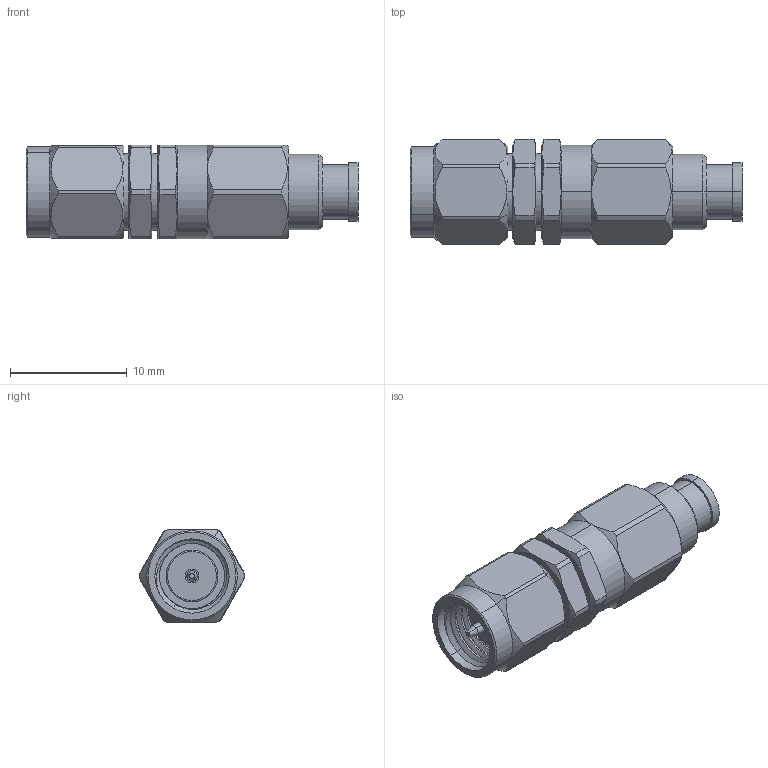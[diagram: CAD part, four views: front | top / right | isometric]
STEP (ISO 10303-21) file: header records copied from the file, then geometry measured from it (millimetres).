
FILE_DESCRIPTION (( 'STEP AP214' ), '1' );
FILE_NAME ('SMP14118_3D.step', '2024-10-08T23:03:23', ( '' ), ( '' ), 'SwSTEP 2.0', 'SolidWorks 2022', '' );
FILE_SCHEMA (( 'AUTOMOTIVE_DESIGN' ));
Length unit declared in the file: inch
Products named in the file (1): SMP14118_3D
Bounding box: 28.4 x 8.99 x 8 mm (x, y, z)
Volume: 1219.1 mm3; surface area: 1113.2 mm2
Topology: 1 solids, 1 shells, 134 faces, 337 edges, 218 vertices
Faces by surface type: cylinder 63, plane 39, cone 27, bspline 5
Entity records: 5651 total; most frequent: CARTESIAN_POINT 2516, ORIENTED_EDGE 674, DIRECTION 621, EDGE_CURVE 337, AXIS2_PLACEMENT_3D 254, VERTEX_POINT 218, EDGE_LOOP 147, ADVANCED_FACE 134
